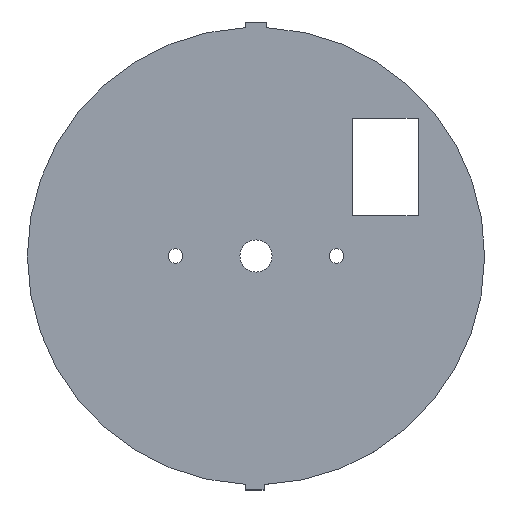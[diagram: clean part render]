
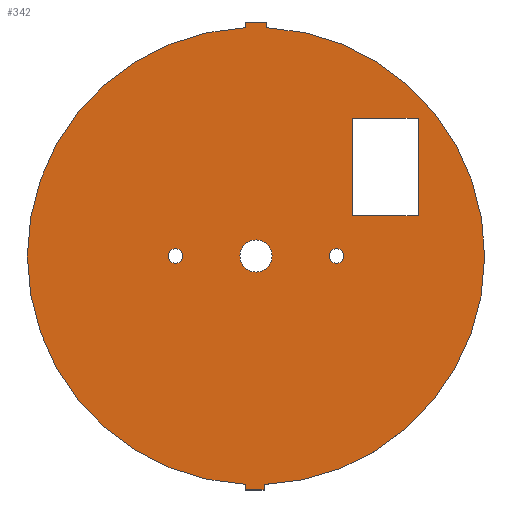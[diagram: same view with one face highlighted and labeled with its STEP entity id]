
A CAD part, top view. The second image highlights one B-rep face of the part: STEP entity #342.
In plain terms, the highlighted planar face has unit normal (0, 0, 1).
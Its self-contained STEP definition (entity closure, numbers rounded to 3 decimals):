
#15=FACE_BOUND('',#71,.T.);
#16=FACE_BOUND('',#72,.T.);
#17=FACE_BOUND('',#73,.T.);
#18=FACE_BOUND('',#74,.T.);
#23=CIRCLE('',#363,1.35);
#25=CIRCLE('',#366,3.);
#27=CIRCLE('',#369,1.35);
#30=CIRCLE('',#375,42.6);
#32=CIRCLE('',#381,42.6);
#53=FACE_OUTER_BOUND('',#70,.T.);
#70=EDGE_LOOP('',(#285,#286,#287,#288,#289,#290,#291,#292));
#71=EDGE_LOOP('',(#293,#294,#295,#296));
#72=EDGE_LOOP('',(#297));
#73=EDGE_LOOP('',(#298));
#74=EDGE_LOOP('',(#299));
#82=LINE('',#484,#117);
#85=LINE('',#490,#120);
#88=LINE('',#496,#123);
#91=LINE('',#500,#126);
#97=LINE('',#526,#132);
#100=LINE('',#532,#135);
#104=LINE('',#544,#139);
#107=LINE('',#550,#142);
#110=LINE('',#556,#145);
#114=LINE('',#566,#149);
#117=VECTOR('',#391,10.);
#120=VECTOR('',#396,10.);
#123=VECTOR('',#401,10.);
#126=VECTOR('',#406,10.);
#132=VECTOR('',#432,10.);
#135=VECTOR('',#437,10.);
#139=VECTOR('',#449,10.);
#142=VECTOR('',#454,10.);
#145=VECTOR('',#459,10.);
#149=VECTOR('',#471,10.);
#152=VERTEX_POINT('',#481);
#153=VERTEX_POINT('',#483);
#155=VERTEX_POINT('',#489);
#157=VERTEX_POINT('',#495);
#158=VERTEX_POINT('',#502);
#160=VERTEX_POINT('',#508);
#162=VERTEX_POINT('',#514);
#166=VERTEX_POINT('',#523);
#167=VERTEX_POINT('',#525);
#169=VERTEX_POINT('',#531);
#171=VERTEX_POINT('',#537);
#173=VERTEX_POINT('',#543);
#175=VERTEX_POINT('',#549);
#177=VERTEX_POINT('',#555);
#179=VERTEX_POINT('',#561);
#182=EDGE_CURVE('',#153,#152,#82,.T.);
#185=EDGE_CURVE('',#155,#153,#85,.T.);
#188=EDGE_CURVE('',#157,#155,#88,.T.);
#191=EDGE_CURVE('',#152,#157,#91,.T.);
#192=EDGE_CURVE('',#158,#158,#23,.T.);
#195=EDGE_CURVE('',#160,#160,#25,.T.);
#198=EDGE_CURVE('',#162,#162,#27,.T.);
#203=EDGE_CURVE('',#167,#166,#97,.T.);
#206=EDGE_CURVE('',#169,#167,#100,.T.);
#209=EDGE_CURVE('',#171,#169,#30,.T.);
#212=EDGE_CURVE('',#173,#171,#104,.T.);
#215=EDGE_CURVE('',#175,#173,#107,.T.);
#218=EDGE_CURVE('',#177,#175,#110,.T.);
#221=EDGE_CURVE('',#179,#177,#32,.T.);
#224=EDGE_CURVE('',#166,#179,#114,.T.);
#285=ORIENTED_EDGE('',*,*,#224,.T.);
#286=ORIENTED_EDGE('',*,*,#221,.T.);
#287=ORIENTED_EDGE('',*,*,#218,.T.);
#288=ORIENTED_EDGE('',*,*,#215,.T.);
#289=ORIENTED_EDGE('',*,*,#212,.T.);
#290=ORIENTED_EDGE('',*,*,#209,.T.);
#291=ORIENTED_EDGE('',*,*,#206,.T.);
#292=ORIENTED_EDGE('',*,*,#203,.T.);
#293=ORIENTED_EDGE('',*,*,#182,.T.);
#294=ORIENTED_EDGE('',*,*,#191,.T.);
#295=ORIENTED_EDGE('',*,*,#188,.T.);
#296=ORIENTED_EDGE('',*,*,#185,.T.);
#297=ORIENTED_EDGE('',*,*,#198,.T.);
#298=ORIENTED_EDGE('',*,*,#195,.T.);
#299=ORIENTED_EDGE('',*,*,#192,.T.);
#325=PLANE('',#383);
#342=ADVANCED_FACE('',(#53,#15,#16,#17,#18),#325,.T.);
#363=AXIS2_PLACEMENT_3D('',#503,#409,#410);
#366=AXIS2_PLACEMENT_3D('',#509,#416,#417);
#369=AXIS2_PLACEMENT_3D('',#515,#423,#424);
#375=AXIS2_PLACEMENT_3D('',#538,#443,#444);
#381=AXIS2_PLACEMENT_3D('',#562,#465,#466);
#383=AXIS2_PLACEMENT_3D('',#567,#472,#473);
#391=DIRECTION('',(0.,1.,0.));
#396=DIRECTION('',(-1.,0.,0.));
#401=DIRECTION('',(0.,-1.,0.));
#406=DIRECTION('',(1.,0.,0.));
#409=DIRECTION('center_axis',(0.,0.,-1.));
#410=DIRECTION('ref_axis',(1.,0.,0.));
#416=DIRECTION('center_axis',(0.,0.,-1.));
#417=DIRECTION('ref_axis',(1.,0.,0.));
#423=DIRECTION('center_axis',(0.,0.,-1.));
#424=DIRECTION('ref_axis',(1.,0.,0.));
#432=DIRECTION('',(1.,0.,0.));
#437=DIRECTION('',(0.,-1.,0.));
#443=DIRECTION('center_axis',(0.,0.,1.));
#444=DIRECTION('ref_axis',(-0.047,0.999,0.));
#449=DIRECTION('',(0.,-1.,0.));
#454=DIRECTION('',(-1.,0.,0.));
#459=DIRECTION('',(0.,1.,0.));
#465=DIRECTION('center_axis',(0.,0.,1.));
#466=DIRECTION('ref_axis',(0.035,-0.999,0.));
#471=DIRECTION('',(0.,1.,0.));
#472=DIRECTION('center_axis',(0.,0.,1.));
#473=DIRECTION('ref_axis',(1.,0.,0.));
#481=CARTESIAN_POINT('',(18.,25.7,0.5));
#483=CARTESIAN_POINT('',(18.,7.5,0.5));
#484=CARTESIAN_POINT('',(18.,3.75,0.5));
#489=CARTESIAN_POINT('',(30.2,7.5,0.5));
#490=CARTESIAN_POINT('',(15.1,7.5,0.5));
#495=CARTESIAN_POINT('',(30.2,25.7,0.5));
#496=CARTESIAN_POINT('',(30.2,12.85,0.5));
#500=CARTESIAN_POINT('',(9.,25.7,0.5));
#502=CARTESIAN_POINT('',(-16.35,0.,0.5));
#503=CARTESIAN_POINT('Origin',(-15.,0.,0.5));
#508=CARTESIAN_POINT('',(-3.,0.,0.5));
#509=CARTESIAN_POINT('Origin',(0.,0.,0.5));
#514=CARTESIAN_POINT('',(13.65,0.,0.5));
#515=CARTESIAN_POINT('Origin',(15.,0.,0.5));
#523=CARTESIAN_POINT('',(1.5,-43.6,0.5));
#525=CARTESIAN_POINT('',(-2.,-43.6,0.5));
#526=CARTESIAN_POINT('',(1.5,-43.6,0.5));
#531=CARTESIAN_POINT('',(-2.,-42.553,0.5));
#532=CARTESIAN_POINT('',(-2.,-43.6,0.5));
#537=CARTESIAN_POINT('',(-2.,42.553,0.5));
#538=CARTESIAN_POINT('Origin',(0.,0.,0.5));
#543=CARTESIAN_POINT('',(-2.,43.6,0.5));
#544=CARTESIAN_POINT('',(-2.,42.553,0.5));
#549=CARTESIAN_POINT('',(2.,43.6,0.5));
#550=CARTESIAN_POINT('',(-2.,43.6,0.5));
#555=CARTESIAN_POINT('',(2.,42.553,0.5));
#556=CARTESIAN_POINT('',(2.,43.6,0.5));
#561=CARTESIAN_POINT('',(1.5,-42.574,0.5));
#562=CARTESIAN_POINT('Origin',(0.,0.,0.5));
#566=CARTESIAN_POINT('',(1.5,-42.574,0.5));
#567=CARTESIAN_POINT('Origin',(0.,0.,0.5));
